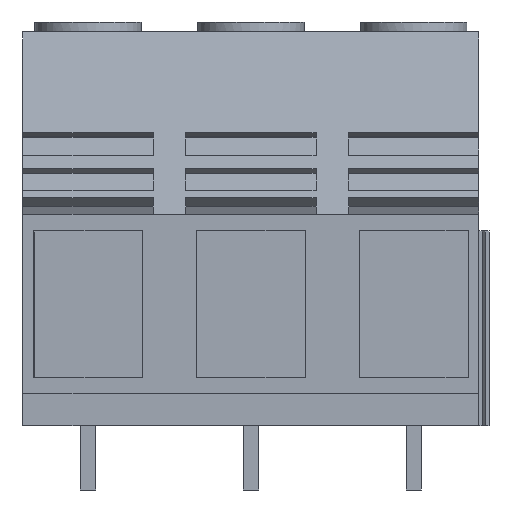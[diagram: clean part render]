
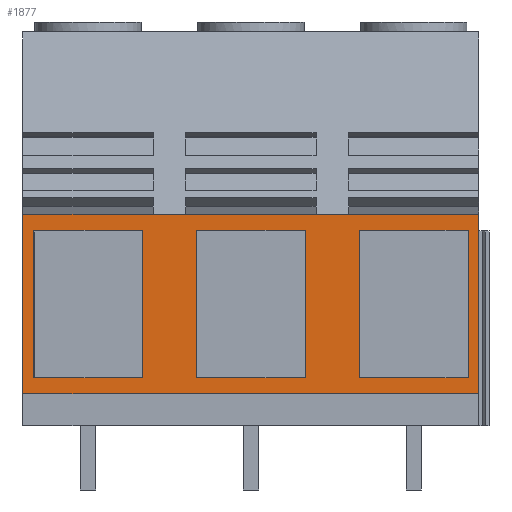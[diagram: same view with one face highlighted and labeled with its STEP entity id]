
A CAD part, front view. The second image highlights one B-rep face of the part: STEP entity #1877.
In plain terms, the highlighted planar face has unit normal (0, -1, 0).
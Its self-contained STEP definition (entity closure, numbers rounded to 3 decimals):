
#1755=AXIS2_PLACEMENT_3D('Plane Axis2P3D',#1752,#1753,#1754) ;
#315=CARTESIAN_POINT('Vertex',(0.,0.,7.5)) ;
#318=CARTESIAN_POINT('Line Origine',(0.,0.,14.5)) ;
#322=CARTESIAN_POINT('Vertex',(0.,0.,21.5)) ;
#1737=CARTESIAN_POINT('Vertex',(35.56,0.,7.5)) ;
#1740=CARTESIAN_POINT('Line Origine',(17.78,0.,7.5)) ;
#1752=CARTESIAN_POINT('Axis2P3D Location',(-12.7,0.,21.5)) ;
#1757=CARTESIAN_POINT('Line Origine',(35.56,0.,14.5)) ;
#1761=CARTESIAN_POINT('Vertex',(35.56,0.,21.5)) ;
#1764=CARTESIAN_POINT('Line Origine',(17.78,0.,21.5)) ;
#1775=CARTESIAN_POINT('Line Origine',(0.83,0.,14.5)) ;
#1779=CARTESIAN_POINT('Vertex',(0.83,0.,20.25)) ;
#1781=CARTESIAN_POINT('Vertex',(0.83,0.,8.75)) ;
#1784=CARTESIAN_POINT('Line Origine',(5.08,0.,20.25)) ;
#1788=CARTESIAN_POINT('Vertex',(9.33,0.,20.25)) ;
#1791=CARTESIAN_POINT('Line Origine',(9.33,0.,14.5)) ;
#1795=CARTESIAN_POINT('Vertex',(9.33,0.,8.75)) ;
#1798=CARTESIAN_POINT('Line Origine',(5.08,0.,8.75)) ;
#1809=CARTESIAN_POINT('Line Origine',(17.78,0.,20.25)) ;
#1813=CARTESIAN_POINT('Vertex',(22.03,0.,20.25)) ;
#1815=CARTESIAN_POINT('Vertex',(13.53,0.,20.25)) ;
#1818=CARTESIAN_POINT('Line Origine',(22.03,0.,14.5)) ;
#1822=CARTESIAN_POINT('Vertex',(22.03,0.,8.75)) ;
#1825=CARTESIAN_POINT('Line Origine',(17.78,0.,8.75)) ;
#1829=CARTESIAN_POINT('Vertex',(13.53,0.,8.75)) ;
#1832=CARTESIAN_POINT('Line Origine',(13.53,0.,14.5)) ;
#1843=CARTESIAN_POINT('Line Origine',(26.23,0.,14.5)) ;
#1847=CARTESIAN_POINT('Vertex',(26.23,0.,20.25)) ;
#1849=CARTESIAN_POINT('Vertex',(26.23,0.,8.75)) ;
#1852=CARTESIAN_POINT('Line Origine',(30.48,0.,20.25)) ;
#1856=CARTESIAN_POINT('Vertex',(34.73,0.,20.25)) ;
#1859=CARTESIAN_POINT('Line Origine',(34.73,0.,14.5)) ;
#1863=CARTESIAN_POINT('Vertex',(34.73,0.,8.75)) ;
#1866=CARTESIAN_POINT('Line Origine',(30.48,0.,8.75)) ;
#319=DIRECTION('Vector Direction',(0.,0.,-1.)) ;
#1741=DIRECTION('Vector Direction',(1.,0.,0.)) ;
#1753=DIRECTION('Axis2P3D Direction',(0.,-1.,0.)) ;
#1754=DIRECTION('Axis2P3D XDirection',(0.,0.,-1.)) ;
#1758=DIRECTION('Vector Direction',(0.,0.,-1.)) ;
#1765=DIRECTION('Vector Direction',(1.,0.,0.)) ;
#1776=DIRECTION('Vector Direction',(0.,0.,1.)) ;
#1785=DIRECTION('Vector Direction',(1.,0.,0.)) ;
#1792=DIRECTION('Vector Direction',(0.,0.,1.)) ;
#1799=DIRECTION('Vector Direction',(-1.,0.,0.)) ;
#1810=DIRECTION('Vector Direction',(1.,0.,0.)) ;
#1819=DIRECTION('Vector Direction',(0.,0.,1.)) ;
#1826=DIRECTION('Vector Direction',(-1.,0.,0.)) ;
#1833=DIRECTION('Vector Direction',(0.,0.,1.)) ;
#1844=DIRECTION('Vector Direction',(0.,0.,1.)) ;
#1853=DIRECTION('Vector Direction',(1.,0.,0.)) ;
#1860=DIRECTION('Vector Direction',(0.,0.,1.)) ;
#1867=DIRECTION('Vector Direction',(-1.,0.,0.)) ;
#320=VECTOR('Line Direction',#319,1.) ;
#1742=VECTOR('Line Direction',#1741,1.) ;
#1759=VECTOR('Line Direction',#1758,1.) ;
#1766=VECTOR('Line Direction',#1765,1.) ;
#1777=VECTOR('Line Direction',#1776,1.) ;
#1786=VECTOR('Line Direction',#1785,1.) ;
#1793=VECTOR('Line Direction',#1792,1.) ;
#1800=VECTOR('Line Direction',#1799,1.) ;
#1811=VECTOR('Line Direction',#1810,1.) ;
#1820=VECTOR('Line Direction',#1819,1.) ;
#1827=VECTOR('Line Direction',#1826,1.) ;
#1834=VECTOR('Line Direction',#1833,1.) ;
#1845=VECTOR('Line Direction',#1844,1.) ;
#1854=VECTOR('Line Direction',#1853,1.) ;
#1861=VECTOR('Line Direction',#1860,1.) ;
#1868=VECTOR('Line Direction',#1867,1.) ;
#1770=ORIENTED_EDGE('',*,*,#1744,.T.) ;
#1771=ORIENTED_EDGE('',*,*,#1763,.T.) ;
#1772=ORIENTED_EDGE('',*,*,#1768,.F.) ;
#1773=ORIENTED_EDGE('',*,*,#324,.F.) ;
#1804=ORIENTED_EDGE('',*,*,#1783,.F.) ;
#1805=ORIENTED_EDGE('',*,*,#1790,.F.) ;
#1806=ORIENTED_EDGE('',*,*,#1797,.F.) ;
#1807=ORIENTED_EDGE('',*,*,#1802,.F.) ;
#1838=ORIENTED_EDGE('',*,*,#1817,.F.) ;
#1839=ORIENTED_EDGE('',*,*,#1824,.F.) ;
#1840=ORIENTED_EDGE('',*,*,#1831,.F.) ;
#1841=ORIENTED_EDGE('',*,*,#1836,.F.) ;
#1872=ORIENTED_EDGE('',*,*,#1851,.F.) ;
#1873=ORIENTED_EDGE('',*,*,#1858,.F.) ;
#1874=ORIENTED_EDGE('',*,*,#1865,.F.) ;
#1875=ORIENTED_EDGE('',*,*,#1870,.F.) ;
#1808=FACE_BOUND('',#1803,.T.) ;
#1842=FACE_BOUND('',#1837,.T.) ;
#1876=FACE_BOUND('',#1871,.T.) ;
#1877=ADVANCED_FACE('HOUSING',(#1774,#1808,#1842,#1876),#1756,.T.) ;
#324=EDGE_CURVE('',#316,#323,#321,.F.) ;
#1744=EDGE_CURVE('',#316,#1738,#1743,.T.) ;
#1763=EDGE_CURVE('',#1738,#1762,#1760,.F.) ;
#1768=EDGE_CURVE('',#323,#1762,#1767,.T.) ;
#1783=EDGE_CURVE('',#1780,#1782,#1778,.F.) ;
#1790=EDGE_CURVE('',#1789,#1780,#1787,.F.) ;
#1797=EDGE_CURVE('',#1796,#1789,#1794,.T.) ;
#1802=EDGE_CURVE('',#1782,#1796,#1801,.F.) ;
#1817=EDGE_CURVE('',#1814,#1816,#1812,.F.) ;
#1824=EDGE_CURVE('',#1823,#1814,#1821,.T.) ;
#1831=EDGE_CURVE('',#1830,#1823,#1828,.F.) ;
#1836=EDGE_CURVE('',#1816,#1830,#1835,.F.) ;
#1851=EDGE_CURVE('',#1848,#1850,#1846,.F.) ;
#1858=EDGE_CURVE('',#1857,#1848,#1855,.F.) ;
#1865=EDGE_CURVE('',#1864,#1857,#1862,.T.) ;
#1870=EDGE_CURVE('',#1850,#1864,#1869,.F.) ;
#1769=EDGE_LOOP('',(#1770,#1771,#1772,#1773)) ;
#1803=EDGE_LOOP('',(#1804,#1805,#1806,#1807)) ;
#1837=EDGE_LOOP('',(#1838,#1839,#1840,#1841)) ;
#1871=EDGE_LOOP('',(#1872,#1873,#1874,#1875)) ;
#1774=FACE_OUTER_BOUND('',#1769,.T.) ;
#321=LINE('Line',#318,#320) ;
#1743=LINE('Line',#1740,#1742) ;
#1760=LINE('Line',#1757,#1759) ;
#1767=LINE('Line',#1764,#1766) ;
#1778=LINE('Line',#1775,#1777) ;
#1787=LINE('Line',#1784,#1786) ;
#1794=LINE('Line',#1791,#1793) ;
#1801=LINE('Line',#1798,#1800) ;
#1812=LINE('Line',#1809,#1811) ;
#1821=LINE('Line',#1818,#1820) ;
#1828=LINE('Line',#1825,#1827) ;
#1835=LINE('Line',#1832,#1834) ;
#1846=LINE('Line',#1843,#1845) ;
#1855=LINE('Line',#1852,#1854) ;
#1862=LINE('Line',#1859,#1861) ;
#1869=LINE('Line',#1866,#1868) ;
#1756=PLANE('',#1755) ;
#316=VERTEX_POINT('',#315) ;
#323=VERTEX_POINT('',#322) ;
#1738=VERTEX_POINT('',#1737) ;
#1762=VERTEX_POINT('',#1761) ;
#1780=VERTEX_POINT('',#1779) ;
#1782=VERTEX_POINT('',#1781) ;
#1789=VERTEX_POINT('',#1788) ;
#1796=VERTEX_POINT('',#1795) ;
#1814=VERTEX_POINT('',#1813) ;
#1816=VERTEX_POINT('',#1815) ;
#1823=VERTEX_POINT('',#1822) ;
#1830=VERTEX_POINT('',#1829) ;
#1848=VERTEX_POINT('',#1847) ;
#1850=VERTEX_POINT('',#1849) ;
#1857=VERTEX_POINT('',#1856) ;
#1864=VERTEX_POINT('',#1863) ;
